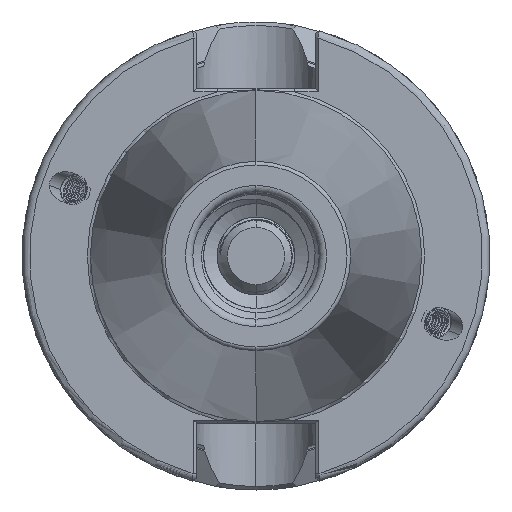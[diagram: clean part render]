
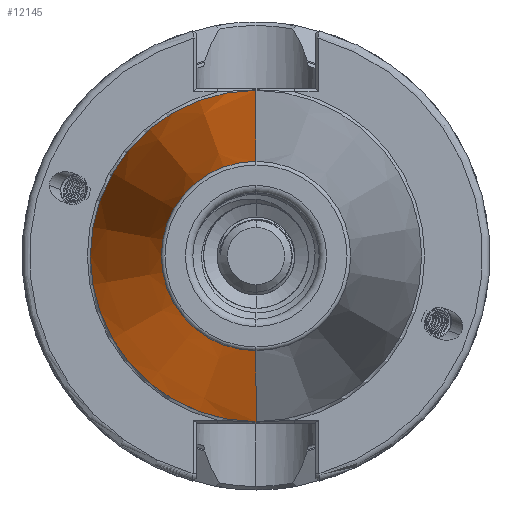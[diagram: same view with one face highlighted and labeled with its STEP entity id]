
A CAD part, left-side view. The second image highlights one B-rep face of the part: STEP entity #12145.
In plain terms, the highlighted conical face has half-angle 8.297 degrees and reference radius 22.298 mm.
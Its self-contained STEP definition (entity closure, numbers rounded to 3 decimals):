
#36 = VERTEX_POINT ( 'NONE', #16853 ) ;
#37 = VERTEX_POINT ( 'NONE', #16859 ) ;
#1510 = EDGE_LOOP ( 'NONE', ( #2589, #2391, #2381, #2588 ) ) ;
#1827 = VERTEX_POINT ( 'NONE', #16339 ) ;
#1836 = VERTEX_POINT ( 'NONE', #16345 ) ;
#2381 = ORIENTED_EDGE ( 'NONE', *, *, #7515, .F. ) ;
#2391 = ORIENTED_EDGE ( 'NONE', *, *, #7526, .T. ) ;
#2588 = ORIENTED_EDGE ( 'NONE', *, *, #7552, .F. ) ;
#2589 = ORIENTED_EDGE ( 'NONE', *, *, #7511, .T. ) ;
#3799 = CONICAL_SURFACE ( 'NONE', #22900, 22.298, 0.145 ) ;
#3849 = FACE_OUTER_BOUND ( 'NONE', #1510, .T. ) ;
#6931 = VECTOR ( 'NONE', #17205, 1000. ) ;
#6933 = VECTOR ( 'NONE', #17265, 1000. ) ;
#6940 = CIRCLE ( 'NONE', #14014, 12.75 ) ;
#6943 = LINE ( 'NONE', #17216, #6931 ) ;
#6949 = LINE ( 'NONE', #17202, #6933 ) ;
#6963 = CIRCLE ( 'NONE', #14003, 22.298 ) ;
#7511 = EDGE_CURVE ( 'NONE', #1836, #36, #6940, .T. ) ;
#7515 = EDGE_CURVE ( 'NONE', #1827, #37, #6963, .T. ) ;
#7526 = EDGE_CURVE ( 'NONE', #36, #37, #6943, .T. ) ;
#7552 = EDGE_CURVE ( 'NONE', #1836, #1827, #6949, .T. ) ;
#10243 = CARTESIAN_POINT ( 'NONE',  ( -1.5, 0., 0. ) ) ;
#10319 = DIRECTION ( 'NONE',  ( 1., 0., 0. ) ) ;
#10326 = DIRECTION ( 'NONE',  ( 0., 0., -1. ) ) ;
#12145 = ADVANCED_FACE ( 'NONE', ( #3849 ), #3799, .T. ) ;
#14003 = AXIS2_PLACEMENT_3D ( 'NONE', #17168, #17172, #17173 ) ;
#14014 = AXIS2_PLACEMENT_3D ( 'NONE', #17162, #17163, #17166 ) ;
#16339 = CARTESIAN_POINT ( 'NONE',  ( -1.5, 0., -22.298 ) ) ;
#16345 = CARTESIAN_POINT ( 'NONE',  ( -66.972, 0., -12.75 ) ) ;
#16853 = CARTESIAN_POINT ( 'NONE',  ( -66.972, 0., 12.75 ) ) ;
#16859 = CARTESIAN_POINT ( 'NONE',  ( -1.5, 0., 22.298 ) ) ;
#17162 = CARTESIAN_POINT ( 'NONE',  ( -66.972, 0., 0. ) ) ;
#17163 = DIRECTION ( 'NONE',  ( 1., 0., 0. ) ) ;
#17166 = DIRECTION ( 'NONE',  ( 0., 0., -1. ) ) ;
#17168 = CARTESIAN_POINT ( 'NONE',  ( -1.5, 0., 0. ) ) ;
#17172 = DIRECTION ( 'NONE',  ( 1., 0., 0. ) ) ;
#17173 = DIRECTION ( 'NONE',  ( 0., 0., -1. ) ) ;
#17202 = CARTESIAN_POINT ( 'NONE',  ( -1.5, 0., -22.298 ) ) ;
#17205 = DIRECTION ( 'NONE',  ( 0.99, 0., 0.144 ) ) ;
#17216 = CARTESIAN_POINT ( 'NONE',  ( -1.5, 0., 22.298 ) ) ;
#17265 = DIRECTION ( 'NONE',  ( 0.99, 0., -0.144 ) ) ;
#22900 = AXIS2_PLACEMENT_3D ( 'NONE', #10243, #10319, #10326 ) ;
